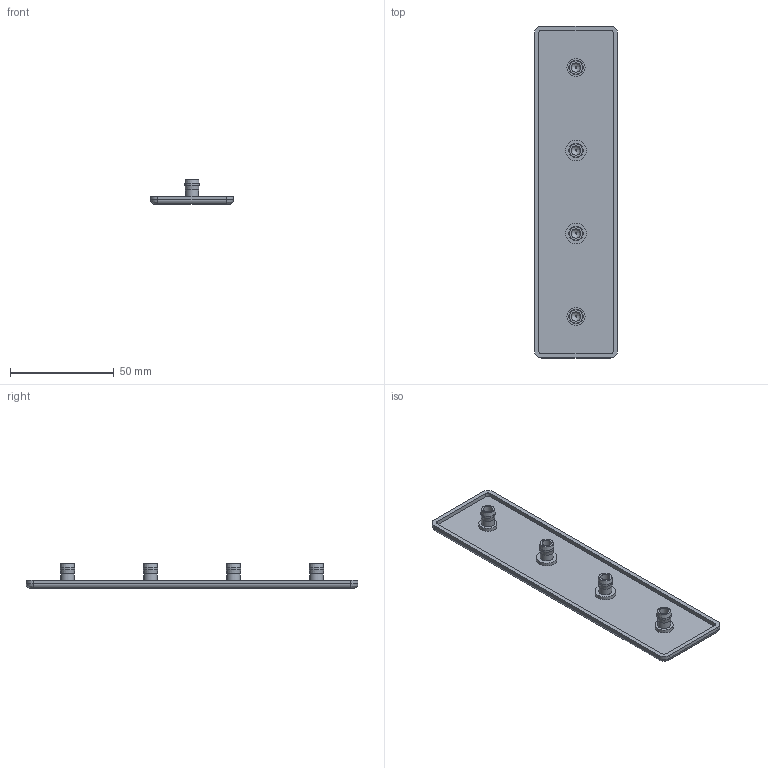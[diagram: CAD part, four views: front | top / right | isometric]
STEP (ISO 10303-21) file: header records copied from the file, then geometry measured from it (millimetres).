
FILE_DESCRIPTION((''),'2;1');
FILE_NAME('SZ0013S-A.stp','2013-08-19T14:51:42',('janine behrens'),(''),'Autodesk Inventor 2012','Autodesk Inventor 2012','');
FILE_SCHEMA(('AUTOMOTIVE_DESIGN { 1 0 10303 214 1 1 1 1 }'));
Length unit declared in the file: millimetre
Products named in the file (1): SZ0013S-A
Bounding box: 40 x 160 x 12 mm (x, y, z)
Volume: 15013.1 mm3; surface area: 16015 mm2
Topology: 1 solids, 1 shells, 67 faces, 132 edges, 80 vertices
Faces by surface type: cylinder 28, plane 23, bspline 8, cone 8
Full cylindrical faces by diameter (mm): 4.5 x4, 6.3 x4, 6.9 x4, 8.7 x2, 10 x2
Entity records: 1930 total; most frequent: CARTESIAN_POINT 604, DIRECTION 292, ORIENTED_EDGE 208, AXIS2_PLACEMENT_3D 128, EDGE_LOOP 108, EDGE_CURVE 104, VERTEX_POINT 80, CIRCLE 68
